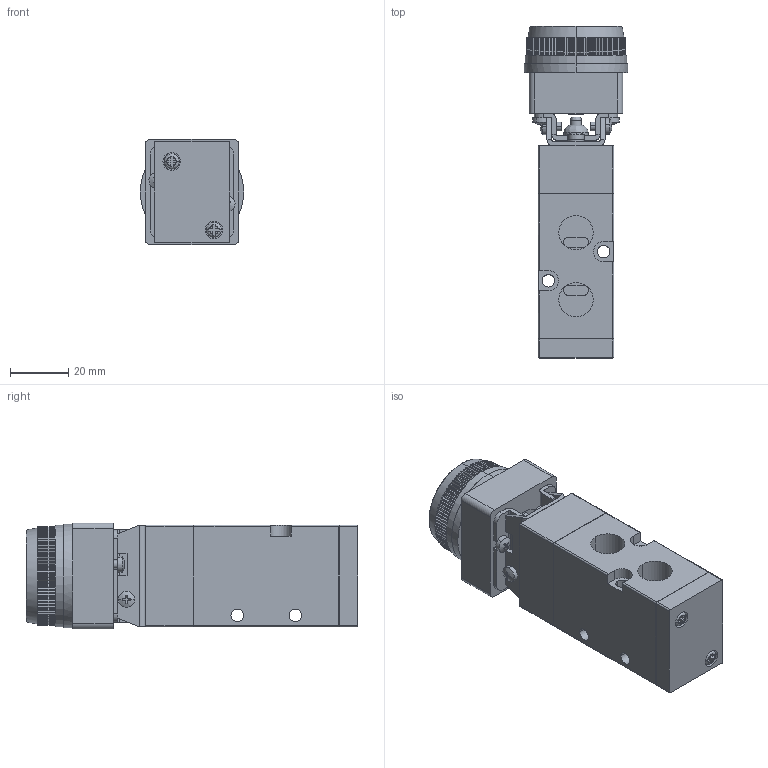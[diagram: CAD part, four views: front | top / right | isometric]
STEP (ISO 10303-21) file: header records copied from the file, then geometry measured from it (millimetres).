
FILE_DESCRIPTION (( 'STEP AP203' ), '1' );
FILE_NAME ('MSV-86522PP.step', '2017-02-27T23:05:41', ( '' ), ( '' ), 'SwSTEP 2.0', 'SolidWorks 2016', '' );
FILE_SCHEMA (( 'CONFIG_CONTROL_DESIGN' ));
Length unit declared in the file: millimetre
Products named in the file (1): MSV-86522PP
Bounding box: 35.6 x 114.1 x 36.4 mm (x, y, z)
Volume: 93617.9 mm3; surface area: 30556.8 mm2
Topology: 14 solids, 14 shells, 882 faces, 2227 edges, 1406 vertices
Faces by surface type: plane 579, cylinder 269, bspline 32, cone 2
Entity records: 27188 total; most frequent: CARTESIAN_POINT 5984, ORIENTED_EDGE 4446, DIRECTION 4393, EDGE_CURVE 2223, AXIS2_PLACEMENT_3D 1531, VERTEX_POINT 1406, VECTOR 1331, LINE 1331
